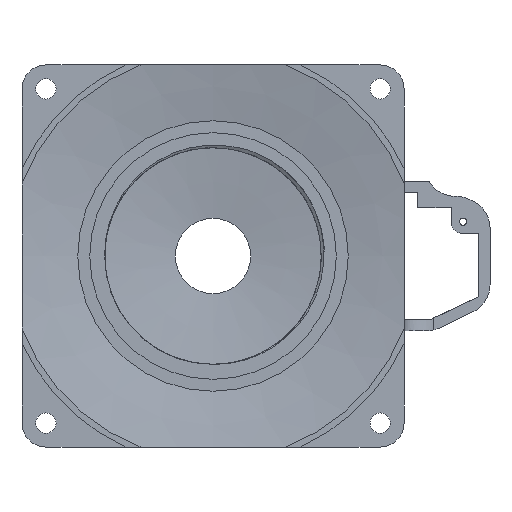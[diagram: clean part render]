
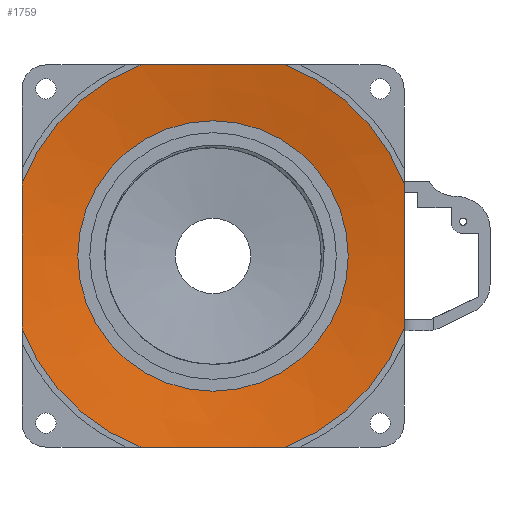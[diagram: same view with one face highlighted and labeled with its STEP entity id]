
A CAD part, front view. The second image highlights one B-rep face of the part: STEP entity #1759.
In plain terms, the highlighted conical face has half-angle 80.174 degrees and reference radius 34.198 mm.
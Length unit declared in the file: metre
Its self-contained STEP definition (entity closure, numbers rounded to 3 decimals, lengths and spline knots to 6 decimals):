
#393=CIRCLE('',#1892,0.034198);
#394=CIRCLE('',#1894,0.034198);
#395=CIRCLE('',#1896,0.034198);
#396=CIRCLE('',#1898,0.034198);
#397=CIRCLE('',#1900,0.02265);
#531=ORIENTED_EDGE('',*,*,#1052,.F.);
#532=ORIENTED_EDGE('',*,*,#1042,.T.);
#533=ORIENTED_EDGE('',*,*,#1053,.F.);
#534=ORIENTED_EDGE('',*,*,#1045,.T.);
#535=ORIENTED_EDGE('',*,*,#1054,.T.);
#536=ORIENTED_EDGE('',*,*,#1049,.T.);
#537=ORIENTED_EDGE('',*,*,#1055,.T.);
#538=ORIENTED_EDGE('',*,*,#1047,.T.);
#539=ORIENTED_EDGE('',*,*,#1056,.F.);
#1042=EDGE_CURVE('',#1301,#1302,#393,.T.);
#1045=EDGE_CURVE('',#1303,#1304,#394,.T.);
#1047=EDGE_CURVE('',#1306,#1305,#395,.T.);
#1049=EDGE_CURVE('',#1307,#1308,#396,.T.);
#1052=EDGE_CURVE('',#1301,#1305,#1446,.T.);
#1053=EDGE_CURVE('',#1303,#1302,#1447,.T.);
#1054=EDGE_CURVE('',#1304,#1307,#1448,.T.);
#1055=EDGE_CURVE('',#1308,#1306,#1449,.T.);
#1056=EDGE_CURVE('',#1309,#1309,#397,.T.);
#1301=VERTEX_POINT('',#2742);
#1302=VERTEX_POINT('',#2744);
#1303=VERTEX_POINT('',#2748);
#1304=VERTEX_POINT('',#2750);
#1305=VERTEX_POINT('',#2754);
#1306=VERTEX_POINT('',#2756);
#1307=VERTEX_POINT('',#2760);
#1308=VERTEX_POINT('',#2761);
#1309=VERTEX_POINT('',#2786);
#1446=B_SPLINE_CURVE_WITH_KNOTS('',3,(#2765,#2766,#2767,#2768,#2769),
 .UNSPECIFIED.,.F.,.F.,(4,1,4),(0.072609,0.084626,0.096644),
 .UNSPECIFIED.);
#1447=B_SPLINE_CURVE_WITH_KNOTS('',3,(#2770,#2771,#2772,#2773,#2774),
 .UNSPECIFIED.,.F.,.F.,(4,1,4),(0.072609,0.084626,0.096644),
 .UNSPECIFIED.);
#1448=B_SPLINE_CURVE_WITH_KNOTS('',3,(#2775,#2776,#2777,#2778,#2779),
 .UNSPECIFIED.,.F.,.F.,(4,1,4),(0.072609,0.084626,0.096644),
 .UNSPECIFIED.);
#1449=B_SPLINE_CURVE_WITH_KNOTS('',3,(#2780,#2781,#2782,#2783,#2784),
 .UNSPECIFIED.,.F.,.F.,(4,1,4),(0.072609,0.084626,0.096644),
 .UNSPECIFIED.);
#1489=EDGE_LOOP('',(#531,#532,#533,#534,#535,#536,#537,#538));
#1490=EDGE_LOOP('',(#539));
#1619=FACE_BOUND('',#1489,.T.);
#1620=FACE_BOUND('',#1490,.T.);
#1735=CONICAL_SURFACE('',#1899,0.034198,1.399);
#1759=ADVANCED_FACE('',(#1619,#1620),#1735,.F.);
#1892=AXIS2_PLACEMENT_3D('',#2745,#2128,#2129);
#1894=AXIS2_PLACEMENT_3D('',#2751,#2134,#2135);
#1896=AXIS2_PLACEMENT_3D('',#2755,#2139,#2140);
#1898=AXIS2_PLACEMENT_3D('',#2759,#2144,#2145);
#1899=AXIS2_PLACEMENT_3D('',#2764,#2148,#2149);
#1900=AXIS2_PLACEMENT_3D('',#2785,#2150,#2151);
#2128=DIRECTION('',(0.,-1.,0.));
#2129=DIRECTION('',(0.,0.,-1.));
#2134=DIRECTION('',(0.,-1.,0.));
#2135=DIRECTION('',(0.,0.,-1.));
#2139=DIRECTION('',(0.,-1.,0.));
#2140=DIRECTION('',(0.,0.,-1.));
#2144=DIRECTION('',(0.,-1.,0.));
#2145=DIRECTION('',(0.,0.,-1.));
#2148=DIRECTION('',(0.,-1.,0.));
#2149=DIRECTION('',(0.,0.,-1.));
#2150=DIRECTION('',(0.,-1.,0.));
#2151=DIRECTION('',(0.,0.,-1.));
#2742=CARTESIAN_POINT('',(-0.048312,0.0075,0.032));
#2744=CARTESIAN_POINT('',(-0.06825,0.0075,0.012062));
#2745=CARTESIAN_POINT('',(-0.03625,0.0075,0.));
#2748=CARTESIAN_POINT('',(-0.06825,0.0075,-0.012062));
#2750=CARTESIAN_POINT('',(-0.048312,0.0075,-0.032));
#2751=CARTESIAN_POINT('',(-0.03625,0.0075,0.));
#2754=CARTESIAN_POINT('',(-0.024188,0.0075,0.032));
#2755=CARTESIAN_POINT('',(-0.03625,0.0075,0.));
#2756=CARTESIAN_POINT('',(-0.00425,0.0075,0.012062));
#2759=CARTESIAN_POINT('',(-0.03625,0.0075,0.));
#2760=CARTESIAN_POINT('',(-0.024188,0.0075,-0.032));
#2761=CARTESIAN_POINT('',(-0.00425,0.0075,-0.012062));
#2764=CARTESIAN_POINT('',(-0.03625,0.0075,0.));
#2765=CARTESIAN_POINT('',(-0.048312,0.0075,0.032));
#2766=CARTESIAN_POINT('',(-0.044308,0.007745,0.032));
#2767=CARTESIAN_POINT('',(-0.036261,0.008017,0.032));
#2768=CARTESIAN_POINT('',(-0.028196,0.007745,0.032));
#2769=CARTESIAN_POINT('',(-0.024188,0.0075,0.032));
#2770=CARTESIAN_POINT('',(-0.06825,0.0075,-0.012062));
#2771=CARTESIAN_POINT('',(-0.06825,0.007745,-0.008058));
#2772=CARTESIAN_POINT('',(-0.06825,0.008017,-0.000011));
#2773=CARTESIAN_POINT('',(-0.06825,0.007745,0.008054));
#2774=CARTESIAN_POINT('',(-0.06825,0.0075,0.012062));
#2775=CARTESIAN_POINT('',(-0.048312,0.0075,-0.032));
#2776=CARTESIAN_POINT('',(-0.044308,0.007745,-0.032));
#2777=CARTESIAN_POINT('',(-0.036261,0.008017,-0.032));
#2778=CARTESIAN_POINT('',(-0.028196,0.007745,-0.032));
#2779=CARTESIAN_POINT('',(-0.024188,0.0075,-0.032));
#2780=CARTESIAN_POINT('',(-0.00425,0.0075,-0.012062));
#2781=CARTESIAN_POINT('',(-0.00425,0.007745,-0.008058));
#2782=CARTESIAN_POINT('',(-0.00425,0.008017,-0.000011));
#2783=CARTESIAN_POINT('',(-0.00425,0.007745,0.008054));
#2784=CARTESIAN_POINT('',(-0.00425,0.0075,0.012062));
#2785=CARTESIAN_POINT('',(-0.03625,0.0095,0.));
#2786=CARTESIAN_POINT('',(-0.03625,0.0095,-0.02265));
